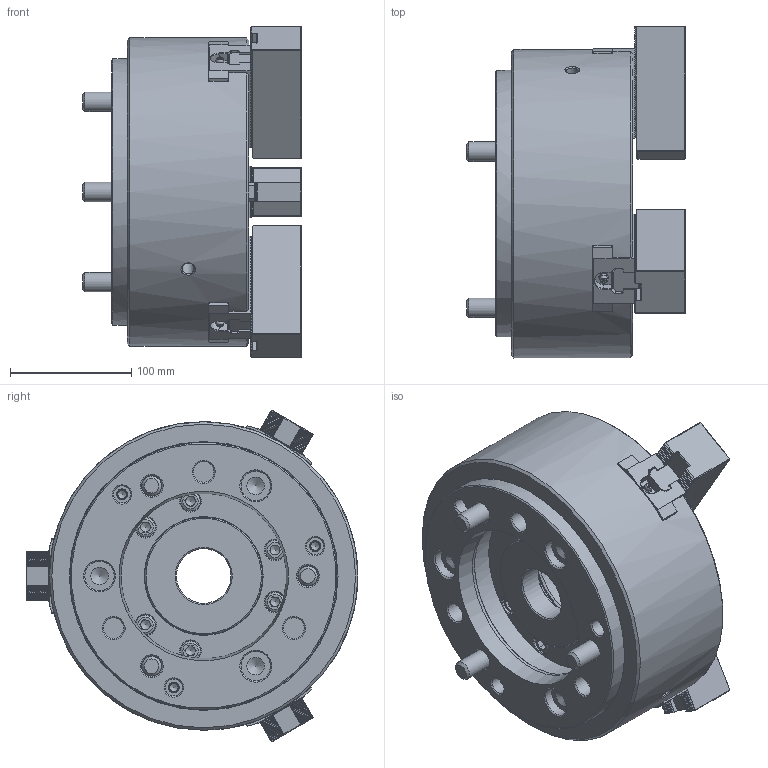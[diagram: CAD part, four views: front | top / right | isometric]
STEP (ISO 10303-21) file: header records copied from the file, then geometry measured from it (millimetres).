
FILE_DESCRIPTION(/* description */ ('Unknown'),/* implementation_level */ '2;1');
FILE_NAME(/* name */ 'BB210A8 SOLID',/* time_stamp */ '2018-04-19T11:02:35+01:00',/* author */ ('Unknown'),/* organization */ ('Unknown'),/* preprocessor_version */ 'ST-DEVELOPER v16.7',/* originating_system */ 'DEX',/* authorisation */ $);
FILE_SCHEMA (('AUTOMOTIVE_DESIGN {1 0 10303 214 3 1 1}'));
Products named in the file (1): BB210A8 SOLID
Bounding box: 180.2 x 273.25 x 272.71 mm (x, y, z)
Volume: 4915485.7 mm3; surface area: 544120 mm2
Topology: 1 solids, 25 shells, 3892 faces, 11078 edges, 7192 vertices
Faces by surface type: plane 3138, cylinder 341, cone 255, bspline 90, torus 50, sphere 18
Full cylindrical faces by diameter (mm): 2 x3, 3 x3, 3.8 x27, 4.917 x4, 5 x3, 6 x14, 6.6 x3, 7 x3, 8 x3, 8.5 x6, 9 x3, 10 x14, 10.5 x3, 10.6 x2, 11 x9, 12 x12, 13 x6, 14 x6, 14.5 x3, 16 x9, 17 x15, 18 x6, 19 x6, 24 x3, 24.21 x3, 25 x3, 45 x1, 81 x2, 84 x2, 86 x1
Entity records: 149498 total; most frequent: CARTESIAN_POINT 23602, ORIENTED_EDGE 20844, DIRECTION 19155, EDGE_CURVE 10422, LINE 8693, VECTOR 8693, VERTEX_POINT 7000, AXIS2_PLACEMENT_3D 5231
